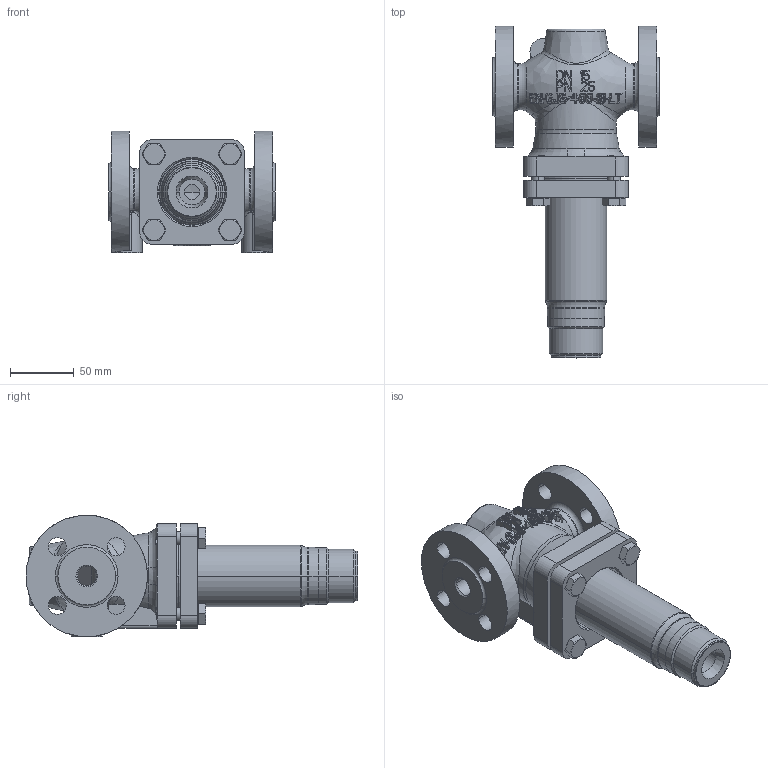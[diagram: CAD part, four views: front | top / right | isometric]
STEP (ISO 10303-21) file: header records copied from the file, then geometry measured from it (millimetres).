
FILE_DESCRIPTION((''),'2;1');
FILE_NAME('065B2401_ASM','2015-03-13T',('u317927'),('Danfoss'),'PRO/ENGINEER BY PARAMETRIC TECHNOLOGY CORPORATION, 2014000','PRO/ENGINEER BY PARAMETRIC TECHNOLOGY CORPORATION, 2014000','');
FILE_SCHEMA(('CONFIG_CONTROL_DESIGN'));
Length unit declared in the file: millimetre
Products named in the file (7): 8861180; 8861042; 8861021; 5184021; 8861045; ZVAR; 065B2401_ASM
Assembly tree (9 placements, depth 2):
  065B2401_ASM
    8861180
    8861042
    8861021
    5184021  x4
    8861045
    ZVAR
Bounding box: 130 x 259.6 x 95 mm (x, y, z)
Volume: 669213.7 mm3; surface area: 187429.1 mm2
Topology: 9 solids, 21 shells, 1038 faces, 2765 edges, 1793 vertices
Faces by surface type: plane 654, cylinder 178, cone 80, bspline 79, torus 47
Entity records: 35066 total; most frequent: CARTESIAN_POINT 12757, ORIENTED_EDGE 5138, DIRECTION 3810, EDGE_CURVE 2591, VERTEX_POINT 1685, AXIS2_PLACEMENT_3D 1421, B_SPLINE_CURVE_WITH_KNOTS 1102, EDGE_LOOP 1044
